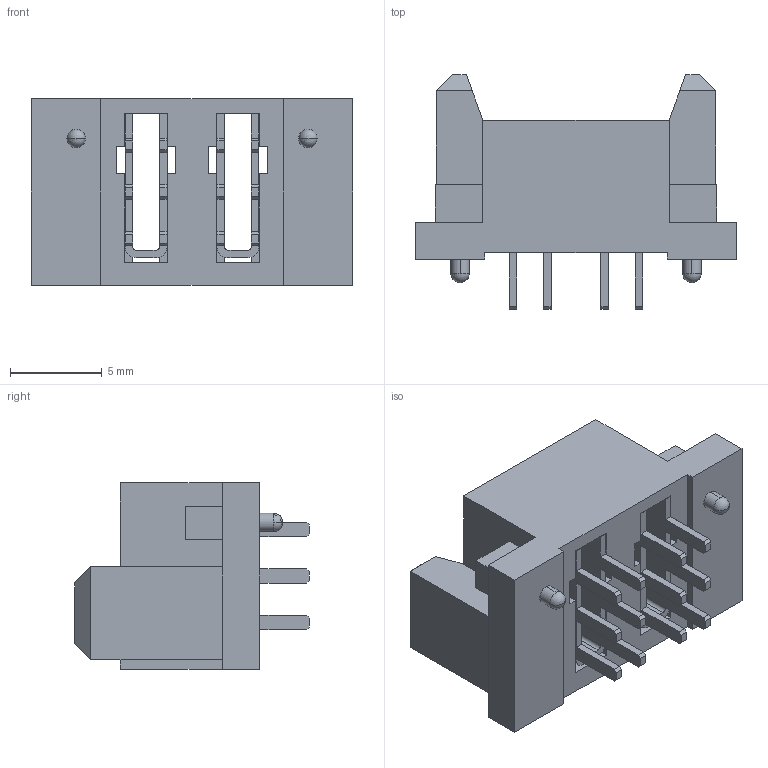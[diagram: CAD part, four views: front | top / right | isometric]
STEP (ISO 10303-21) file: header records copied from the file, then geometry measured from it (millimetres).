
FILE_DESCRIPTION (( 'STEP AP214' ), '1' );
FILE_NAME ('MPS-02-7.70-01-L-V.STEP', '2018-06-15T11:59:25', ( '' ), ( '' ), 'SwSTEP 2.0', 'SolidWorks 2018', '' );
FILE_SCHEMA (( 'AUTOMOTIVE_DESIGN' ));
Length unit declared in the file: millimetre
Products named in the file (3): _MPS_02_7_70_01_L_V_p_4; MPS-02-7.70-01-L-V; _MPS_02_7_70_01_L_V_t_2
Assembly tree (2 placements, depth 2):
  MPS-02-7.70-01-L-V
    _MPS_02_7_70_01_L_V_t_2
    _MPS_02_7_70_01_L_V_p_4
Bounding box: 17.55 x 12.8 x 10.16 mm (x, y, z)
Volume: 905.3 mm3; surface area: 1584.7 mm2
Topology: 2 solids, 2 shells, 218 faces, 632 edges, 414 vertices
Faces by surface type: plane 202, cylinder 12, sphere 4
Entity records: 7122 total; most frequent: CARTESIAN_POINT 1293, ORIENTED_EDGE 1248, DIRECTION 1090, EDGE_CURVE 624, LINE 588, VECTOR 588, VERTEX_POINT 414, AXIS2_PLACEMENT_3D 251
